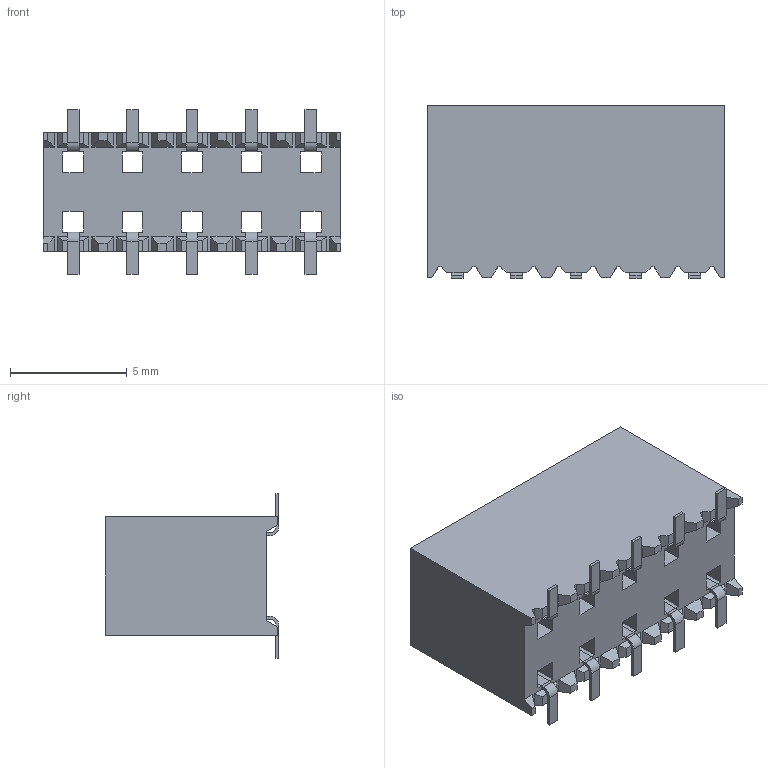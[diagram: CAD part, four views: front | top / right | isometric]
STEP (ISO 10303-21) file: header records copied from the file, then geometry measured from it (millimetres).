
FILE_DESCRIPTION( ( 'STEP AP214' ), ' ' );
FILE_NAME( 'SSM-105-S-DV.stp', '2017-08-26T19:35:02', ( '' ), ( '' ), ' ', 'PARTsolutions', ' ' );
FILE_SCHEMA( ( 'AUTOMOTIVE_DESIGN { 1 0 10303 214 1 1 1 1 }' ) );
Length unit declared in the file: inch
Products named in the file (3): SSM-105-S-DV; _SSM-105-S-DV_body; _C-137-015
Assembly tree (2 placements, depth 2):
  SSM-105-S-DV
    _SSM-105-S-DV_body
    _C-137-015
Bounding box: 12.7 x 7.42 x 7.04 mm (x, y, z)
Volume: 392.6 mm3; surface area: 721.3 mm2
Topology: 2 solids, 2 shells, 245 faces, 720 edges, 480 vertices
Faces by surface type: plane 225, cylinder 20
Entity records: 10080 total; most frequent: CARTESIAN_POINT 1448, ORIENTED_EDGE 1440, DIRECTION 1256, EDGE_CURVE 720, LINE 680, VECTOR 680, VERTEX_POINT 480, AXIS2_PLACEMENT_3D 288
